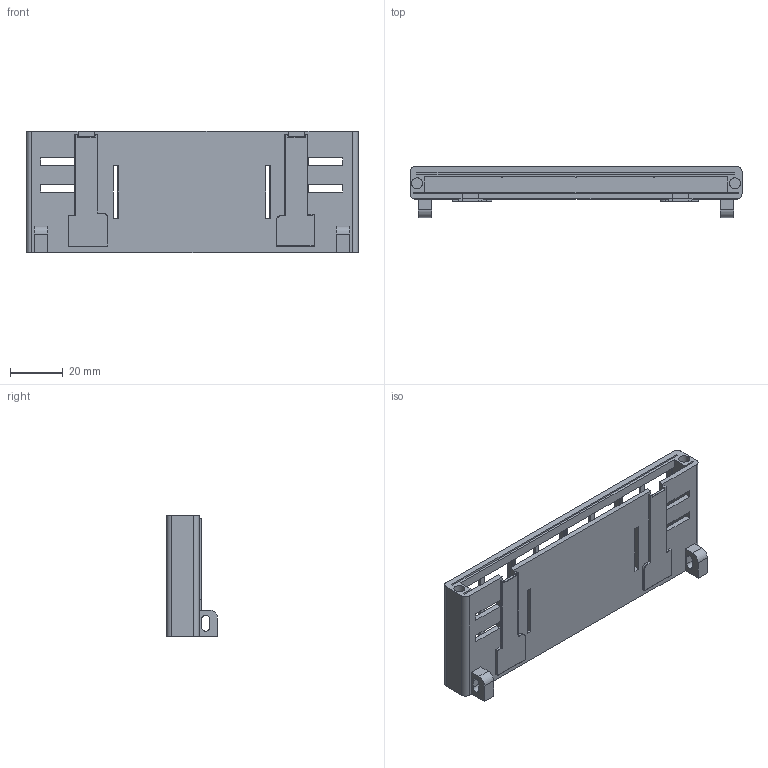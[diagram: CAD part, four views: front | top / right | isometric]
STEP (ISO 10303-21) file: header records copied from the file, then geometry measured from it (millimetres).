
FILE_DESCRIPTION(/* description */ ('STEP AP242','CAx-IF Rec.Pracs.---Representation and Presentation of Product Manufacturing Information (PMI)---4.0---2014-10-13','CAx-IF Rec.Pracs.---3D Tessellated Geometry---0.4---2014-09-14','2;1'),/* implementation_level */ '2;1');
FILE_NAME(/* name */ '680243d53c1a7329491fa361',/* time_stamp */ '2025-04-18T12:21:42Z',/* author */ (''),/* organization */ (''),/* preprocessor_version */ 'ST-DEVELOPER v20',/* originating_system */ 'ONSHAPE BY PTC INC, 1.196',/* authorisation */ ' ');
FILE_SCHEMA (('AP242_MANAGED_MODEL_BASED_3D_ENGINEERING_MIM_LF { 1 0 10303 442 1 1 4 }'));
Length unit declared in the file: metre
Products named in the file (1): Body
Bounding box: 126.4 x 19.4 x 46.4 mm (x, y, z)
Volume: 21885.8 mm3; surface area: 24348.2 mm2
Topology: 1 solids, 1 shells, 224 faces, 645 edges, 416 vertices
Faces by surface type: plane 175, cylinder 45, sphere 2, torus 2
Full cylindrical faces by diameter (mm): 4.2 x2
Entity records: 7287 total; most frequent: ORIENTED_EDGE 1282, CARTESIAN_POINT 1282, DIRECTION 1163, EDGE_CURVE 641, LINE 569, VECTOR 569, VERTEX_POINT 416, AXIS2_PLACEMENT_3D 297
